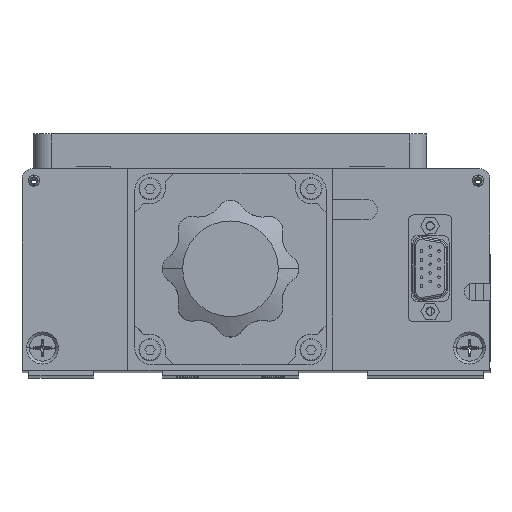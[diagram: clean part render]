
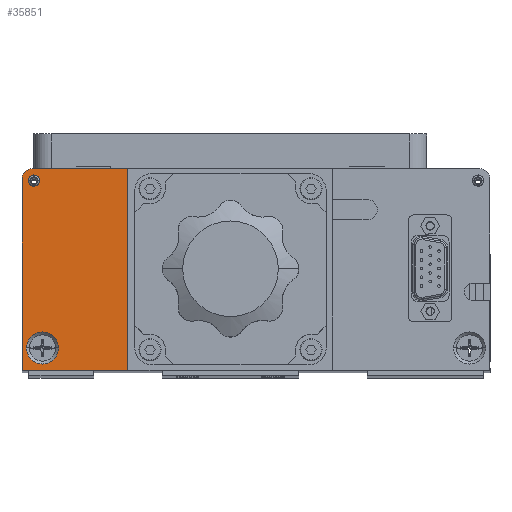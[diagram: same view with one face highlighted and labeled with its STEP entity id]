
A CAD part, top view. The second image highlights one B-rep face of the part: STEP entity #35851.
In plain terms, the highlighted planar face has unit normal (0, 0, 1).
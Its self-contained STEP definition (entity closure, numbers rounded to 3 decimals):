
#54 = DIRECTION ( 'NONE',  ( 0., 0., 1. ) ) ;
#223 = DIRECTION ( 'NONE',  ( 1., 0., 0. ) ) ;
#387 = VECTOR ( 'NONE', #41835, 1000. ) ;
#551 = FACE_OUTER_BOUND ( 'NONE', #4533, .T. ) ;
#935 = DIRECTION ( 'NONE',  ( 0., 0., 1. ) ) ;
#1075 = LINE ( 'NONE', #39418, #18803 ) ;
#1213 = CIRCLE ( 'NONE', #13949, 1.65 ) ;
#2705 = ORIENTED_EDGE ( 'NONE', *, *, #32868, .F. ) ;
#2996 = DIRECTION ( 'NONE',  ( 1., 0., 0. ) ) ;
#4530 = CIRCLE ( 'NONE', #28989, 4.7 ) ;
#4533 = EDGE_LOOP ( 'NONE', ( #16190, #36329, #12541, #31338, #26232 ) ) ;
#4866 = VERTEX_POINT ( 'NONE', #5087 ) ;
#5087 = CARTESIAN_POINT ( 'NONE',  ( -68.28, 50.396, 167.239 ) ) ;
#5415 = AXIS2_PLACEMENT_3D ( 'NONE', #20909, #935, #24248 ) ;
#7211 = VERTEX_POINT ( 'NONE', #18857 ) ;
#8747 = VERTEX_POINT ( 'NONE', #33176 ) ;
#9130 = LINE ( 'NONE', #25571, #34640 ) ;
#9271 = LINE ( 'NONE', #15249, #387 ) ;
#9302 = CIRCLE ( 'NONE', #22832, 3. ) ;
#11538 = CIRCLE ( 'NONE', #5415, 4.7 ) ;
#12073 = CARTESIAN_POINT ( 'NONE',  ( -68.28, 47.396, 167.239 ) ) ;
#12486 = VERTEX_POINT ( 'NONE', #34086 ) ;
#12541 = ORIENTED_EDGE ( 'NONE', *, *, #13686, .T. ) ;
#12553 = CIRCLE ( 'NONE', #12592, 1.65 ) ;
#12592 = AXIS2_PLACEMENT_3D ( 'NONE', #40180, #20183, #223 ) ;
#13686 = EDGE_CURVE ( 'NONE', #14349, #32760, #9130, .T. ) ;
#13949 = AXIS2_PLACEMENT_3D ( 'NONE', #42948, #22964, #2996 ) ;
#14349 = VERTEX_POINT ( 'NONE', #33564 ) ;
#15249 = CARTESIAN_POINT ( 'NONE',  ( -71.28, 47.396, 167.239 ) ) ;
#15317 = EDGE_CURVE ( 'NONE', #32116, #14349, #9271, .T. ) ;
#15405 = DIRECTION ( 'NONE',  ( 1., 0., 0. ) ) ;
#15931 = LINE ( 'NONE', #21513, #41556 ) ;
#16190 = ORIENTED_EDGE ( 'NONE', *, *, #24093, .T. ) ;
#16275 = CARTESIAN_POINT ( 'NONE',  ( -66.13, 46.896, 167.239 ) ) ;
#17280 = EDGE_CURVE ( 'NONE', #26476, #4866, #1075, .T. ) ;
#18099 = EDGE_CURVE ( 'NONE', #12486, #20830, #1213, .T. ) ;
#18303 = FACE_BOUND ( 'NONE', #31055, .T. ) ;
#18626 = DIRECTION ( 'NONE',  ( 0., 0., 1. ) ) ;
#18803 = VECTOR ( 'NONE', #19467, 1000. ) ;
#18857 = CARTESIAN_POINT ( 'NONE',  ( -60.58, -2.104, 167.239 ) ) ;
#19467 = DIRECTION ( 'NONE',  ( -1., 0., 0. ) ) ;
#20025 = CARTESIAN_POINT ( 'NONE',  ( -65.28, -2.104, 167.239 ) ) ;
#20183 = DIRECTION ( 'NONE',  ( 0., 0., 1. ) ) ;
#20756 = ORIENTED_EDGE ( 'NONE', *, *, #28515, .F. ) ;
#20830 = VERTEX_POINT ( 'NONE', #16275 ) ;
#20909 = CARTESIAN_POINT ( 'NONE',  ( -65.28, -2.104, 167.239 ) ) ;
#21513 = CARTESIAN_POINT ( 'NONE',  ( -40.28, 50.396, 167.239 ) ) ;
#22832 = AXIS2_PLACEMENT_3D ( 'NONE', #38580, #18626, #41956 ) ;
#22964 = DIRECTION ( 'NONE',  ( 0., 0., 1. ) ) ;
#23389 = DIRECTION ( 'NONE',  ( 1., 0., 0. ) ) ;
#24093 = EDGE_CURVE ( 'NONE', #4866, #32116, #9302, .T. ) ;
#24248 = DIRECTION ( 'NONE',  ( 1., 0., 0. ) ) ;
#24394 = ORIENTED_EDGE ( 'NONE', *, *, #18099, .F. ) ;
#24853 = DIRECTION ( 'NONE',  ( 0., 1., 0. ) ) ;
#25086 = CARTESIAN_POINT ( 'NONE',  ( -40.28, 50.396, 167.239 ) ) ;
#25571 = CARTESIAN_POINT ( 'NONE',  ( -40.28, -8.604, 167.239 ) ) ;
#26232 = ORIENTED_EDGE ( 'NONE', *, *, #17280, .T. ) ;
#26476 = VERTEX_POINT ( 'NONE', #25086 ) ;
#27156 = FACE_BOUND ( 'NONE', #28160, .T. ) ;
#28160 = EDGE_LOOP ( 'NONE', ( #24394, #2705 ) ) ;
#28515 = EDGE_CURVE ( 'NONE', #7211, #8747, #11538, .T. ) ;
#28989 = AXIS2_PLACEMENT_3D ( 'NONE', #20025, #54, #23389 ) ;
#29922 = EDGE_CURVE ( 'NONE', #32760, #26476, #15931, .T. ) ;
#31055 = EDGE_LOOP ( 'NONE', ( #20756, #32042 ) ) ;
#31338 = ORIENTED_EDGE ( 'NONE', *, *, #29922, .T. ) ;
#32016 = DIRECTION ( 'NONE',  ( 1., 0., 0. ) ) ;
#32042 = ORIENTED_EDGE ( 'NONE', *, *, #42498, .F. ) ;
#32116 = VERTEX_POINT ( 'NONE', #33916 ) ;
#32760 = VERTEX_POINT ( 'NONE', #35954 ) ;
#32868 = EDGE_CURVE ( 'NONE', #20830, #12486, #12553, .T. ) ;
#33176 = CARTESIAN_POINT ( 'NONE',  ( -69.98, -2.104, 167.239 ) ) ;
#33564 = CARTESIAN_POINT ( 'NONE',  ( -71.28, -8.604, 167.239 ) ) ;
#33916 = CARTESIAN_POINT ( 'NONE',  ( -71.28, 47.396, 167.239 ) ) ;
#34086 = CARTESIAN_POINT ( 'NONE',  ( -69.43, 46.896, 167.239 ) ) ;
#34640 = VECTOR ( 'NONE', #32016, 1000. ) ;
#35380 = DIRECTION ( 'NONE',  ( 0., 0., 1. ) ) ;
#35851 = ADVANCED_FACE ( 'NONE', ( #18303, #551, #27156 ), #38609, .T. ) ;
#35954 = CARTESIAN_POINT ( 'NONE',  ( -40.28, -8.604, 167.239 ) ) ;
#36329 = ORIENTED_EDGE ( 'NONE', *, *, #15317, .T. ) ;
#37258 = AXIS2_PLACEMENT_3D ( 'NONE', #12073, #35380, #15405 ) ;
#38580 = CARTESIAN_POINT ( 'NONE',  ( -68.28, 47.396, 167.239 ) ) ;
#38609 = PLANE ( 'NONE',  #37258 ) ;
#39418 = CARTESIAN_POINT ( 'NONE',  ( -40.28, 50.396, 167.239 ) ) ;
#40180 = CARTESIAN_POINT ( 'NONE',  ( -67.78, 46.896, 167.239 ) ) ;
#41556 = VECTOR ( 'NONE', #24853, 1000. ) ;
#41835 = DIRECTION ( 'NONE',  ( 0., -1., 0. ) ) ;
#41956 = DIRECTION ( 'NONE',  ( 1., 0., 0. ) ) ;
#42498 = EDGE_CURVE ( 'NONE', #8747, #7211, #4530, .T. ) ;
#42948 = CARTESIAN_POINT ( 'NONE',  ( -67.78, 46.896, 167.239 ) ) ;
